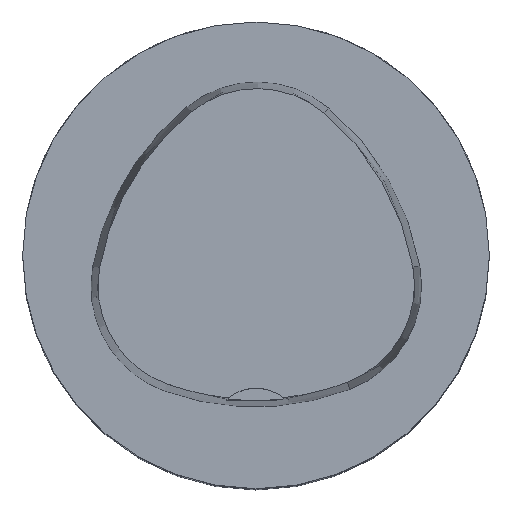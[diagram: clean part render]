
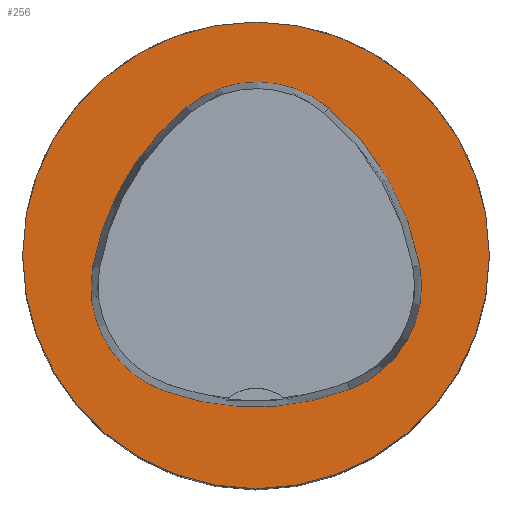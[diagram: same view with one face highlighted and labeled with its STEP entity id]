
A CAD part, top view. The second image highlights one B-rep face of the part: STEP entity #256.
In plain terms, the highlighted planar face has unit normal (0, 0, 1).
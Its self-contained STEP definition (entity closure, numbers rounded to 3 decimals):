
#184=PLANE('',#895);
#256=ADVANCED_FACE('',(#356,#357),#184,.T.);
#356=FACE_BOUND('',#432,.T.);
#357=FACE_BOUND('',#433,.T.);
#432=EDGE_LOOP('',(#563,#564,#565,#566,#567,#568));
#433=EDGE_LOOP('',(#569));
#563=ORIENTED_EDGE('',*,*,#745,.T.);
#564=ORIENTED_EDGE('',*,*,#725,.T.);
#565=ORIENTED_EDGE('',*,*,#729,.T.);
#566=ORIENTED_EDGE('',*,*,#732,.T.);
#567=ORIENTED_EDGE('',*,*,#735,.T.);
#568=ORIENTED_EDGE('',*,*,#743,.T.);
#569=ORIENTED_EDGE('',*,*,#716,.F.);
#652=VERTEX_POINT('',#1261);
#661=VERTEX_POINT('',#1280);
#662=VERTEX_POINT('',#1281);
#665=VERTEX_POINT('',#1289);
#667=VERTEX_POINT('',#1295);
#669=VERTEX_POINT('',#1301);
#676=VERTEX_POINT('',#1322);
#716=EDGE_CURVE('',#652,#652,#788,.T.);
#725=EDGE_CURVE('',#661,#662,#789,.T.);
#729=EDGE_CURVE('',#662,#665,#791,.T.);
#732=EDGE_CURVE('',#665,#667,#793,.T.);
#735=EDGE_CURVE('',#667,#669,#795,.T.);
#743=EDGE_CURVE('',#669,#676,#799,.T.);
#745=EDGE_CURVE('',#676,#661,#801,.T.);
#788=CIRCLE('',#867,31.5);
#789=CIRCLE('',#873,36.);
#791=CIRCLE('',#876,15.);
#793=CIRCLE('',#879,36.);
#795=CIRCLE('',#882,15.);
#799=CIRCLE('',#887,36.);
#801=CIRCLE('',#890,15.);
#867=AXIS2_PLACEMENT_3D('',#1260,#1039,#1040);
#873=AXIS2_PLACEMENT_3D('',#1279,#1055,#1056);
#876=AXIS2_PLACEMENT_3D('',#1288,#1063,#1064);
#879=AXIS2_PLACEMENT_3D('',#1294,#1070,#1071);
#882=AXIS2_PLACEMENT_3D('',#1300,#1077,#1078);
#887=AXIS2_PLACEMENT_3D('',#1323,#1089,#1090);
#890=AXIS2_PLACEMENT_3D('',#1326,#1095,#1096);
#895=AXIS2_PLACEMENT_3D('',#1331,#1105,#1106);
#1039=DIRECTION('',(0.,0.,-1.));
#1040=DIRECTION('',(-1.,0.,0.));
#1055=DIRECTION('',(0.,0.,-1.));
#1056=DIRECTION('',(-1.,0.,0.));
#1063=DIRECTION('',(0.,0.,-1.));
#1064=DIRECTION('',(-1.,0.,0.));
#1070=DIRECTION('',(0.,0.,-1.));
#1071=DIRECTION('',(-1.,0.,0.));
#1077=DIRECTION('',(0.,0.,-1.));
#1078=DIRECTION('',(-1.,0.,0.));
#1089=DIRECTION('',(0.,0.,-1.));
#1090=DIRECTION('',(-1.,0.,0.));
#1095=DIRECTION('',(0.,0.,-1.));
#1096=DIRECTION('',(-1.,0.,0.));
#1105=DIRECTION('',(0.,0.,1.));
#1106=DIRECTION('',(1.,0.,0.));
#1260=CARTESIAN_POINT('',(0.,0.,0.));
#1261=CARTESIAN_POINT('',(-31.5,0.,0.));
#1279=CARTESIAN_POINT('',(13.398,-7.893,0.));
#1280=CARTESIAN_POINT('',(-22.041,-1.562,0.));
#1281=CARTESIAN_POINT('',(-9.317,20.036,0.));
#1288=CARTESIAN_POINT('',(0.148,8.399,0.));
#1289=CARTESIAN_POINT('',(9.779,19.898,0.));
#1294=CARTESIAN_POINT('',(-13.337,-7.7,0.));
#1295=CARTESIAN_POINT('',(22.122,-1.48,0.));
#1300=CARTESIAN_POINT('',(7.347,-4.071,0.));
#1301=CARTESIAN_POINT('',(12.693,-18.087,0.));
#1322=CARTESIAN_POINT('',(-12.373,-18.307,0.));
#1323=CARTESIAN_POINT('',(-0.137,15.55,0.));
#1326=CARTESIAN_POINT('',(-7.275,-4.2,0.));
#1331=CARTESIAN_POINT('',(0.,0.,0.));
